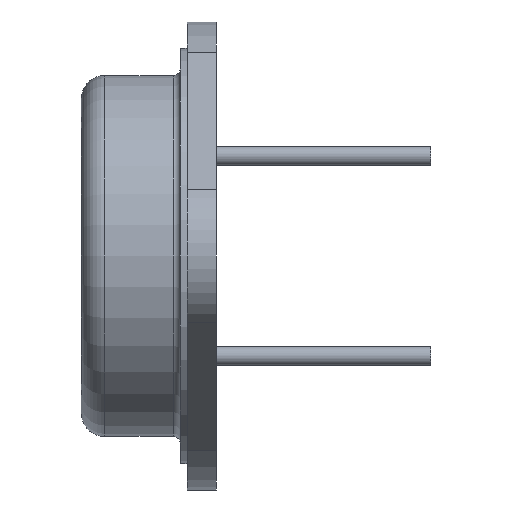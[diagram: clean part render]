
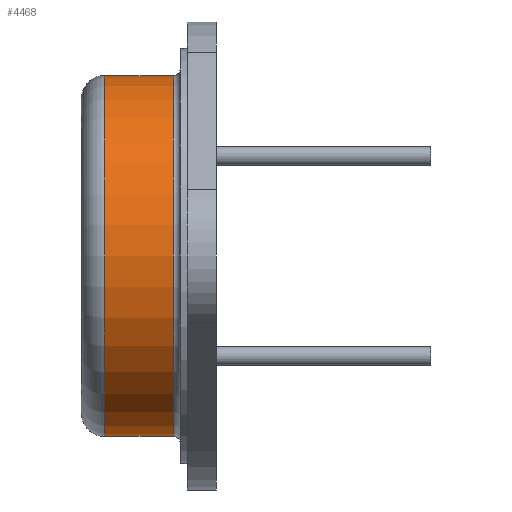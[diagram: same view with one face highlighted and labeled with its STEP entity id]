
A CAD part, left-side view. The second image highlights one B-rep face of the part: STEP entity #4468.
In plain terms, the highlighted cylindrical face has radius 9.842 mm (diameter 19.685 mm), a partial arc.
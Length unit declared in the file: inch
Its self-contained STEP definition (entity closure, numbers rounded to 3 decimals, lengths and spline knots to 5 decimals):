
#646 = EDGE_CURVE ( 'NONE', #12358, #9550, #8705, .T. ) ;
#898 = CARTESIAN_POINT ( 'NONE',  ( 0., 0.24, 0. ) ) ;
#1155 = ORIENTED_EDGE ( 'NONE', *, *, #5294, .F. ) ;
#2466 = ORIENTED_EDGE ( 'NONE', *, *, #2803, .T. ) ;
#2803 = EDGE_CURVE ( 'NONE', #9550, #7682, #6381, .T. ) ;
#3163 = ORIENTED_EDGE ( 'NONE', *, *, #3264, .T. ) ;
#3264 = EDGE_CURVE ( 'NONE', #7682, #11681, #6551, .T. ) ;
#3341 = CARTESIAN_POINT ( 'NONE',  ( 0., 0.29, -0.3875 ) ) ;
#3430 = ORIENTED_EDGE ( 'NONE', *, *, #646, .T. ) ;
#3790 = DIRECTION ( 'NONE',  ( 0., 0., -1. ) ) ;
#4309 = FACE_OUTER_BOUND ( 'NONE', #10096, .T. ) ;
#4468 = ADVANCED_FACE ( 'NONE', ( #4309 ), #13346, .T. ) ;
#5294 = EDGE_CURVE ( 'NONE', #12358, #11681, #14448, .T. ) ;
#5719 = DIRECTION ( 'NONE',  ( 0., 0., 1. ) ) ;
#5744 = CARTESIAN_POINT ( 'NONE',  ( 0., 0.0925, -0.3875 ) ) ;
#6381 = LINE ( 'NONE', #3341, #13882 ) ;
#6551 = CIRCLE ( 'NONE', #7523, 0.3875 ) ;
#7523 = AXIS2_PLACEMENT_3D ( 'NONE', #10434, #13997, #9292 ) ;
#7682 = VERTEX_POINT ( 'NONE', #5744 ) ;
#8010 = AXIS2_PLACEMENT_3D ( 'NONE', #10958, #9972, #3790 ) ;
#8049 = VECTOR ( 'NONE', #15139, 39.37008 ) ;
#8060 = CARTESIAN_POINT ( 'NONE',  ( 0., 0.29, 0.3875 ) ) ;
#8705 = CIRCLE ( 'NONE', #12715, 0.3875 ) ;
#9292 = DIRECTION ( 'NONE',  ( 0., 0., 1. ) ) ;
#9550 = VERTEX_POINT ( 'NONE', #11376 ) ;
#9972 = DIRECTION ( 'NONE',  ( 0., -1., 0. ) ) ;
#10096 = EDGE_LOOP ( 'NONE', ( #1155, #3430, #2466, #3163 ) ) ;
#10434 = CARTESIAN_POINT ( 'NONE',  ( 0., 0.0925, 0. ) ) ;
#10958 = CARTESIAN_POINT ( 'NONE',  ( 0., 0.29, 0. ) ) ;
#11376 = CARTESIAN_POINT ( 'NONE',  ( 0., 0.24, -0.3875 ) ) ;
#11681 = VERTEX_POINT ( 'NONE', #15168 ) ;
#11731 = DIRECTION ( 'NONE',  ( 0., -1., 0. ) ) ;
#12358 = VERTEX_POINT ( 'NONE', #14688 ) ;
#12715 = AXIS2_PLACEMENT_3D ( 'NONE', #898, #12929, #5719 ) ;
#12929 = DIRECTION ( 'NONE',  ( 0., -1., 0. ) ) ;
#13346 = CYLINDRICAL_SURFACE ( 'NONE', #8010, 0.3875 ) ;
#13882 = VECTOR ( 'NONE', #11731, 39.37008 ) ;
#13997 = DIRECTION ( 'NONE',  ( 0., 1., 0. ) ) ;
#14448 = LINE ( 'NONE', #8060, #8049 ) ;
#14688 = CARTESIAN_POINT ( 'NONE',  ( 0., 0.24, 0.3875 ) ) ;
#15139 = DIRECTION ( 'NONE',  ( 0., -1., 0. ) ) ;
#15168 = CARTESIAN_POINT ( 'NONE',  ( 0., 0.0925, 0.3875 ) ) ;
